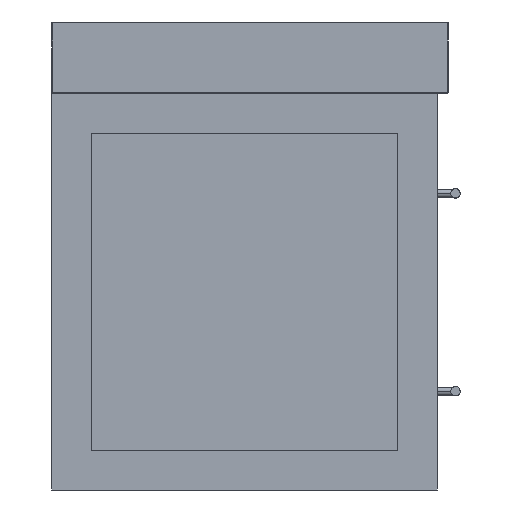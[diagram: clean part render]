
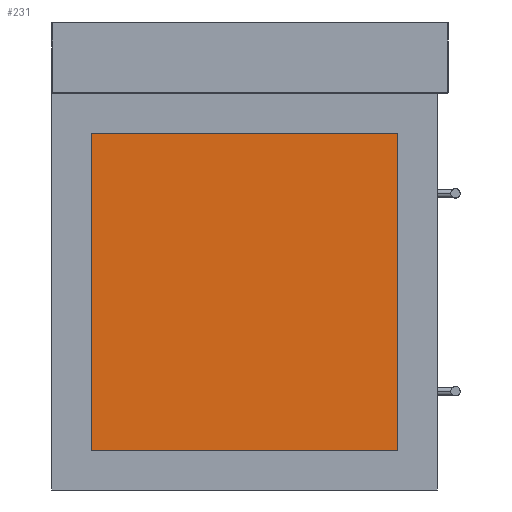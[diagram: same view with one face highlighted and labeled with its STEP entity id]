
A CAD part, left-side view. The second image highlights one B-rep face of the part: STEP entity #231.
In plain terms, the highlighted planar face has unit normal (-1, 0, 0).
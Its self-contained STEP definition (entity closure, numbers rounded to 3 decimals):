
#231=ADVANCED_FACE('',(#390),#2336,.T.);
#390=FACE_OUTER_BOUND('',#555,.T.);
#555=EDGE_LOOP('',(#873,#874,#875,#876));
#873=ORIENTED_EDGE('',*,*,#1476,.T.);
#874=ORIENTED_EDGE('',*,*,#1482,.T.);
#875=ORIENTED_EDGE('',*,*,#1480,.T.);
#876=ORIENTED_EDGE('',*,*,#1478,.T.);
#1476=EDGE_CURVE('',#2142,#2141,#1803,.T.);
#1478=EDGE_CURVE('',#2143,#2142,#1805,.T.);
#1480=EDGE_CURVE('',#2144,#2143,#1807,.T.);
#1482=EDGE_CURVE('',#2141,#2144,#1809,.T.);
#1803=B_SPLINE_CURVE_WITH_KNOTS('',1,(#3566,#3567),.UNSPECIFIED.,.F.,.F.,
(2,2),(-386.,0.),.UNSPECIFIED.);
#1805=B_SPLINE_CURVE_WITH_KNOTS('',1,(#3570,#3571),.UNSPECIFIED.,.F.,.F.,
(2,2),(-400.,0.),.UNSPECIFIED.);
#1807=B_SPLINE_CURVE_WITH_KNOTS('',1,(#3574,#3575),.UNSPECIFIED.,.F.,.F.,
(2,2),(-386.,0.),.UNSPECIFIED.);
#1809=B_SPLINE_CURVE_WITH_KNOTS('',1,(#3578,#3579),.UNSPECIFIED.,.F.,.F.,
(2,2),(-400.,0.),.UNSPECIFIED.);
#2141=VERTEX_POINT('',#3528);
#2142=VERTEX_POINT('',#3529);
#2143=VERTEX_POINT('',#3530);
#2144=VERTEX_POINT('',#3531);
#2336=PLANE('',#2696);
#2696=AXIS2_PLACEMENT_3D('',#3515,#2877,$);
#2877=DIRECTION('',(-1.,0.,0.));
#3515=CARTESIAN_POINT('',(-891.,240.,11.4));
#3528=CARTESIAN_POINT('',(-891.,200.,50.));
#3529=CARTESIAN_POINT('',(-891.,200.,436.));
#3530=CARTESIAN_POINT('',(-891.,-200.,436.));
#3531=CARTESIAN_POINT('',(-891.,-200.,50.));
#3566=CARTESIAN_POINT('',(-891.,200.,436.));
#3567=CARTESIAN_POINT('',(-891.,200.,50.));
#3570=CARTESIAN_POINT('',(-891.,-200.,436.));
#3571=CARTESIAN_POINT('',(-891.,200.,436.));
#3574=CARTESIAN_POINT('',(-891.,-200.,50.));
#3575=CARTESIAN_POINT('',(-891.,-200.,436.));
#3578=CARTESIAN_POINT('',(-891.,200.,50.));
#3579=CARTESIAN_POINT('',(-891.,-200.,50.));
